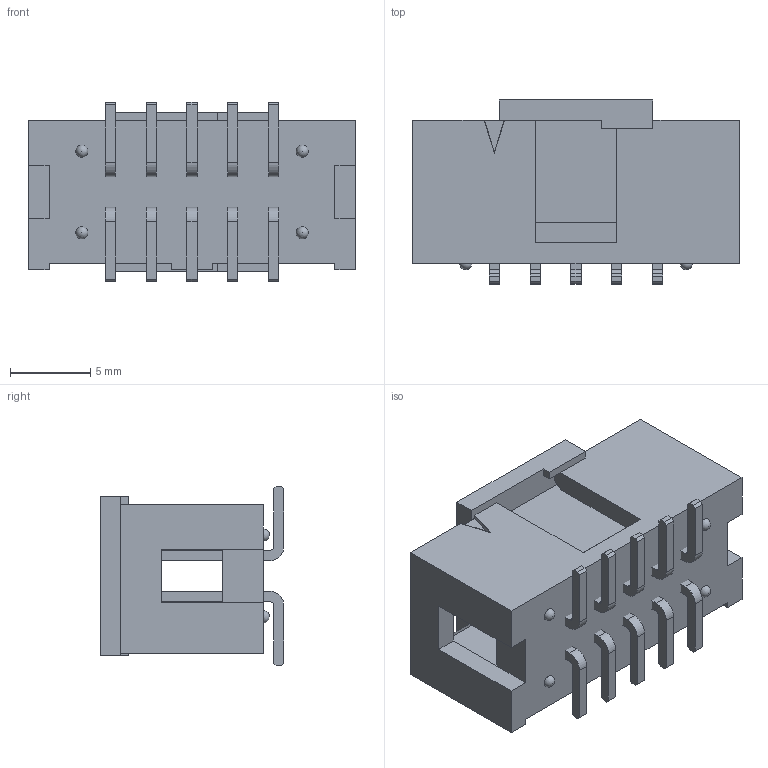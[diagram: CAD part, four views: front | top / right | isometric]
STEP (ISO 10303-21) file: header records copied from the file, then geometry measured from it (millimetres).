
FILE_DESCRIPTION(/* description */ ('STEP AP214'),/* implementation_level */ '2;1');
FILE_NAME(/* name */ 'HTST-105-01-T-DV-P-TR',/* time_stamp */ '2023-03-22T13:36:35+01:00',/* author */ ('License CC BY-ND 4.0'),/* organization */ ('CADENAS'),/* preprocessor_version */ 'ST-DEVELOPER v19.3',/* originating_system */ 'PARTsolutions',/* authorisation */ ' ');
FILE_SCHEMA (('AUTOMOTIVE_DESIGN {1 0 10303 214 3 1 1}'));
Length unit declared in the file: inch
Products named in the file (5): HTST-105-01-T-DV-P-TR; PPP-22_plastic_pick; T-1S6-05-01-DV_; HTST-First_Position_Indicator; HTST-105-01-DV_header
Assembly tree (4 placements, depth 2):
  HTST-105-01-T-DV-P-TR
    PPP-22_plastic_pick
    T-1S6-05-01-DV_
    HTST-First_Position_Indicator
    HTST-105-01-DV_header
Bounding box: 20.32 x 11.43 x 11.18 mm (x, y, z)
Volume: 1066.3 mm3; surface area: 2049.4 mm2
Topology: 4 solids, 4 shells, 230 faces, 672 edges, 446 vertices
Faces by surface type: plane 206, cylinder 20, sphere 4
Entity records: 7540 total; most frequent: CARTESIAN_POINT 1333, ORIENTED_EDGE 1320, DIRECTION 1174, EDGE_CURVE 660, LINE 616, VECTOR 616, VERTEX_POINT 438, AXIS2_PLACEMENT_3D 279
